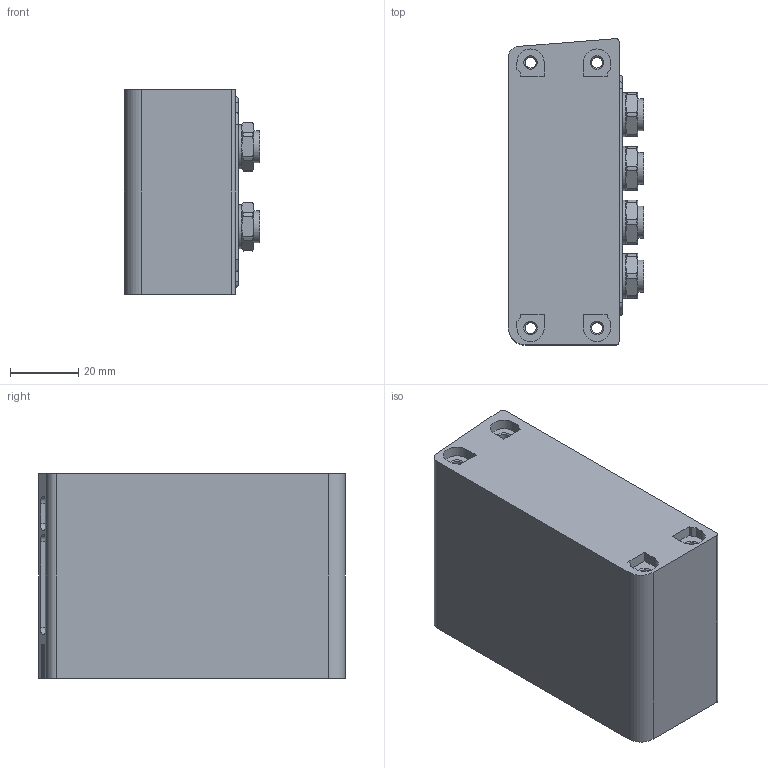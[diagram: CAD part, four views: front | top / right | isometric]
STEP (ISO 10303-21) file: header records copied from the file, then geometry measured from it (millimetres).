
FILE_DESCRIPTION((''),'2;1');
FILE_NAME('520008.stp','2009-04-14T17:50:29',('maffial1'),(''),'Autodesk Inventor 2009','Autodesk Inventor 2009','');
FILE_SCHEMA(('AUTOMOTIVE_DESIGN { 1 0 10303 214 1 1 1 1 }'));
Length unit declared in the file: millimetre
Products named in the file (1): 520008
Bounding box: 39.7 x 90.01 x 60 mm (x, y, z)
Volume: 178447.5 mm3; surface area: 27115.7 mm2
Topology: 1 solids, 1 shells, 401 faces, 904 edges, 568 vertices
Faces by surface type: plane 153, cylinder 132, cone 104, bspline 12
Full cylindrical faces by diameter (mm): 1.1 x24, 5.63 x8, 6.9 x8, 9.4 x8, 13 x8
Entity records: 11214 total; most frequent: CARTESIAN_POINT 2474, DIRECTION 1780, ORIENTED_EDGE 1640, EDGE_CURVE 820, AXIS2_PLACEMENT_3D 762, VERTEX_POINT 556, EDGE_LOOP 544, FACE_OUTER_BOUND 401
